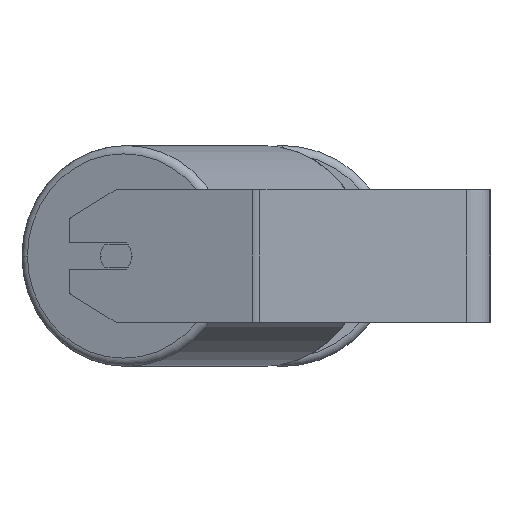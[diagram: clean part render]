
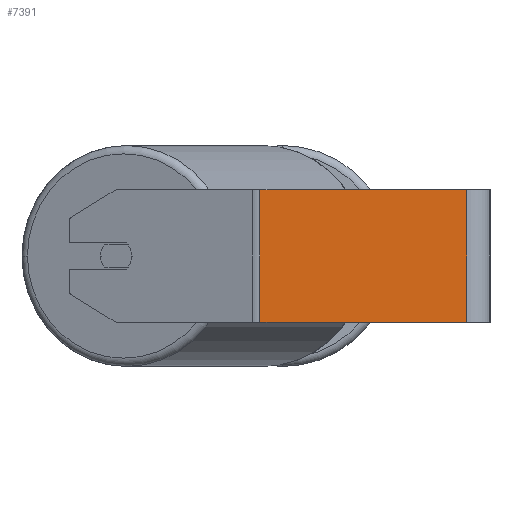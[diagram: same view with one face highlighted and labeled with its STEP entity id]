
A CAD part, left-side view. The second image highlights one B-rep face of the part: STEP entity #7391.
In plain terms, the highlighted planar face has unit normal (-1, 0, 0).
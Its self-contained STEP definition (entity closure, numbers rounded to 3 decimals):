
#244 = LINE ( 'NONE', #3652, #6914 ) ;
#563 = DIRECTION ( 'NONE',  ( 0., -1., 0. ) ) ;
#704 = EDGE_CURVE ( 'NONE', #6366, #4676, #7746, .T. ) ;
#794 = VECTOR ( 'NONE', #6372, 1000. ) ;
#817 = DIRECTION ( 'NONE',  ( 1., 0., 0. ) ) ;
#861 = CARTESIAN_POINT ( 'NONE',  ( -440., 138.448, 40. ) ) ;
#1118 = CARTESIAN_POINT ( 'NONE',  ( -440., 138.448, -40. ) ) ;
#2073 = ORIENTED_EDGE ( 'NONE', *, *, #704, .T. ) ;
#2110 = CARTESIAN_POINT ( 'NONE',  ( -440., 138.448, 40. ) ) ;
#2219 = EDGE_LOOP ( 'NONE', ( #2073, #6927, #4897, #7145 ) ) ;
#2340 = CARTESIAN_POINT ( 'NONE',  ( -440., 140.917, 40. ) ) ;
#2944 = VERTEX_POINT ( 'NONE', #2110 ) ;
#2947 = DIRECTION ( 'NONE',  ( 0., 0., -1. ) ) ;
#2993 = EDGE_CURVE ( 'NONE', #2944, #3596, #7259, .T. ) ;
#3146 = AXIS2_PLACEMENT_3D ( 'NONE', #2340, #817, #6214 ) ;
#3596 = VERTEX_POINT ( 'NONE', #5328 ) ;
#3637 = EDGE_CURVE ( 'NONE', #3596, #4676, #244, .T. ) ;
#3652 = CARTESIAN_POINT ( 'NONE',  ( -440., 14., 40. ) ) ;
#4269 = PLANE ( 'NONE',  #3146 ) ;
#4676 = VERTEX_POINT ( 'NONE', #7812 ) ;
#4897 = ORIENTED_EDGE ( 'NONE', *, *, #2993, .F. ) ;
#4929 = LINE ( 'NONE', #861, #8514 ) ;
#5328 = CARTESIAN_POINT ( 'NONE',  ( -440., 14., 40. ) ) ;
#5341 = VECTOR ( 'NONE', #563, 1000. ) ;
#6214 = DIRECTION ( 'NONE',  ( 0., 0., -1. ) ) ;
#6366 = VERTEX_POINT ( 'NONE', #1118 ) ;
#6372 = DIRECTION ( 'NONE',  ( 0., -1., 0. ) ) ;
#6626 = CARTESIAN_POINT ( 'NONE',  ( -440., 140.917, 40. ) ) ;
#6914 = VECTOR ( 'NONE', #8218, 1000. ) ;
#6927 = ORIENTED_EDGE ( 'NONE', *, *, #3637, .F. ) ;
#7145 = ORIENTED_EDGE ( 'NONE', *, *, #7418, .T. ) ;
#7254 = CARTESIAN_POINT ( 'NONE',  ( -440., 140.917, -40. ) ) ;
#7259 = LINE ( 'NONE', #6626, #5341 ) ;
#7391 = ADVANCED_FACE ( 'NONE', ( #8387 ), #4269, .F. ) ;
#7418 = EDGE_CURVE ( 'NONE', #2944, #6366, #4929, .T. ) ;
#7746 = LINE ( 'NONE', #7254, #794 ) ;
#7812 = CARTESIAN_POINT ( 'NONE',  ( -440., 14., -40. ) ) ;
#8218 = DIRECTION ( 'NONE',  ( 0., 0., -1. ) ) ;
#8387 = FACE_OUTER_BOUND ( 'NONE', #2219, .T. ) ;
#8514 = VECTOR ( 'NONE', #2947, 1000. ) ;
